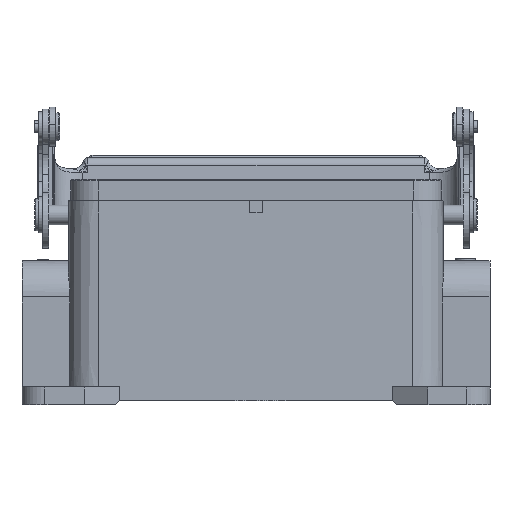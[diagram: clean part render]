
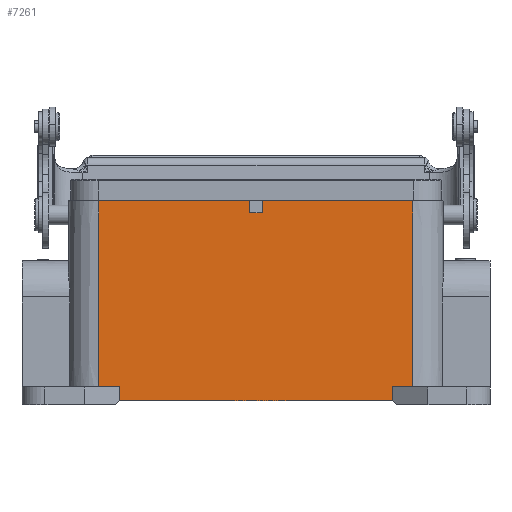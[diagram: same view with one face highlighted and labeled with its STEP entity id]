
A CAD part, front view. The second image highlights one B-rep face of the part: STEP entity #7261.
In plain terms, the highlighted planar face has unit normal (0, -1, 0.009).
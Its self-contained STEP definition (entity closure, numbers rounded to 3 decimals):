
#2749=LINE('',#42248,#4390);
#2750=LINE('',#42250,#4391);
#2762=LINE('',#42293,#4403);
#2767=LINE('',#42316,#4408);
#2774=LINE('',#42351,#4415);
#2803=LINE('',#42426,#4444);
#2806=LINE('',#42440,#4447);
#2813=LINE('',#42456,#4454);
#2947=LINE('',#42968,#4588);
#2960=LINE('',#43000,#4601);
#2962=LINE('',#43004,#4603);
#2963=LINE('',#43006,#4604);
#4390=VECTOR('',#30289,1.);
#4391=VECTOR('',#30292,1.);
#4403=VECTOR('',#30316,1.);
#4408=VECTOR('',#30329,1.);
#4415=VECTOR('',#30348,1.);
#4444=VECTOR('',#30421,1.);
#4447=VECTOR('',#30438,1.);
#4454=VECTOR('',#30449,1.);
#4588=VECTOR('',#30733,1.);
#4601=VECTOR('',#30766,1.);
#4603=VECTOR('',#30770,1.);
#4604=VECTOR('',#30773,1.);
#7261=ADVANCED_FACE('',(#9065),#7874,.T.);
#7874=PLANE('',#25405);
#9065=FACE_OUTER_BOUND('',#10491,.T.);
#10491=EDGE_LOOP('',(#17145,#17146,#17147,#17148,#17149,#17150,#17151,#17152,
#17153,#17154,#17155,#17156));
#17145=ORIENTED_EDGE('',*,*,#22868,.T.);
#17146=ORIENTED_EDGE('',*,*,#22852,.T.);
#17147=ORIENTED_EDGE('',*,*,#22670,.F.);
#17148=ORIENTED_EDGE('',*,*,#22662,.T.);
#17149=ORIENTED_EDGE('',*,*,#22655,.F.);
#17150=ORIENTED_EDGE('',*,*,#22871,.T.);
#17151=ORIENTED_EDGE('',*,*,#22617,.F.);
#17152=ORIENTED_EDGE('',*,*,#22605,.T.);
#17153=ORIENTED_EDGE('',*,*,#22596,.T.);
#17154=ORIENTED_EDGE('',*,*,#22580,.T.);
#17155=ORIENTED_EDGE('',*,*,#22579,.F.);
#17156=ORIENTED_EDGE('',*,*,#22870,.F.);
#19312=VERTEX_POINT('',#42245);
#19313=VERTEX_POINT('',#42247);
#19314=VERTEX_POINT('',#42251);
#19327=VERTEX_POINT('',#42294);
#19333=VERTEX_POINT('',#42317);
#19343=VERTEX_POINT('',#42352);
#19364=VERTEX_POINT('',#42421);
#19366=VERTEX_POINT('',#42425);
#19371=VERTEX_POINT('',#42441);
#19378=VERTEX_POINT('',#42457);
#19498=VERTEX_POINT('',#42969);
#19507=VERTEX_POINT('',#43001);
#22579=EDGE_CURVE('',#19313,#19312,#2749,.T.);
#22580=EDGE_CURVE('',#19314,#19312,#2750,.T.);
#22596=EDGE_CURVE('',#19327,#19314,#2762,.T.);
#22605=EDGE_CURVE('',#19333,#19327,#2767,.T.);
#22617=EDGE_CURVE('',#19333,#19343,#2774,.T.);
#22655=EDGE_CURVE('',#19366,#19364,#2803,.T.);
#22662=EDGE_CURVE('',#19371,#19364,#2806,.T.);
#22670=EDGE_CURVE('',#19371,#19378,#2813,.T.);
#22852=EDGE_CURVE('',#19498,#19378,#2947,.T.);
#22868=EDGE_CURVE('',#19507,#19498,#2960,.T.);
#22870=EDGE_CURVE('',#19507,#19313,#2962,.T.);
#22871=EDGE_CURVE('',#19366,#19343,#2963,.T.);
#25405=AXIS2_PLACEMENT_3D('',#43007,#30774,#30775);
#30289=DIRECTION('',(1.,0.,0.));
#30292=DIRECTION('',(0.,-0.009,-1.));
#30316=DIRECTION('',(-1.,0.,0.));
#30329=DIRECTION('',(0.,0.009,1.));
#30348=DIRECTION('',(-1.,0.,0.));
#30421=DIRECTION('',(-1.,0.,0.));
#30438=DIRECTION('',(0.,-0.009,-1.));
#30449=DIRECTION('',(-1.,0.,0.));
#30733=DIRECTION('',(0.,-0.009,-1.));
#30766=DIRECTION('',(-1.,0.,0.));
#30770=DIRECTION('',(0.,-0.009,-1.));
#30773=DIRECTION('',(0.,0.009,1.));
#30774=DIRECTION('',(0.,-1.,0.009));
#30775=DIRECTION('',(-1.,0.,0.));
#42245=CARTESIAN_POINT('',(1.6,-21.526,21.5));
#42247=CARTESIAN_POINT('',(-1.6,-21.526,21.5));
#42248=CARTESIAN_POINT('',(-1.6,-21.526,21.5));
#42250=CARTESIAN_POINT('',(1.6,-21.5,24.5));
#42251=CARTESIAN_POINT('',(1.6,-21.5,24.5));
#42293=CARTESIAN_POINT('',(39.25,-21.5,24.5));
#42294=CARTESIAN_POINT('',(39.25,-21.5,24.5));
#42316=CARTESIAN_POINT('',(39.25,-21.906,-22.));
#42317=CARTESIAN_POINT('',(39.25,-21.906,-22.));
#42351=CARTESIAN_POINT('',(39.25,-21.906,-22.));
#42352=CARTESIAN_POINT('',(34.,-21.906,-22.));
#42421=CARTESIAN_POINT('',(-34.,-21.936,-25.5));
#42425=CARTESIAN_POINT('',(34.,-21.936,-25.5));
#42426=CARTESIAN_POINT('',(34.,-21.936,-25.5));
#42440=CARTESIAN_POINT('',(-34.,-21.906,-22.));
#42441=CARTESIAN_POINT('',(-34.,-21.906,-22.));
#42456=CARTESIAN_POINT('',(-34.,-21.906,-22.));
#42457=CARTESIAN_POINT('',(-39.25,-21.906,-22.));
#42968=CARTESIAN_POINT('',(-39.25,-21.5,24.5));
#42969=CARTESIAN_POINT('',(-39.25,-21.5,24.5));
#43000=CARTESIAN_POINT('',(-1.6,-21.5,24.5));
#43001=CARTESIAN_POINT('',(-1.6,-21.5,24.5));
#43004=CARTESIAN_POINT('',(-1.6,-21.5,24.5));
#43006=CARTESIAN_POINT('',(34.,-21.936,-25.5));
#43007=CARTESIAN_POINT('',(-41.628,-21.5,24.5));
